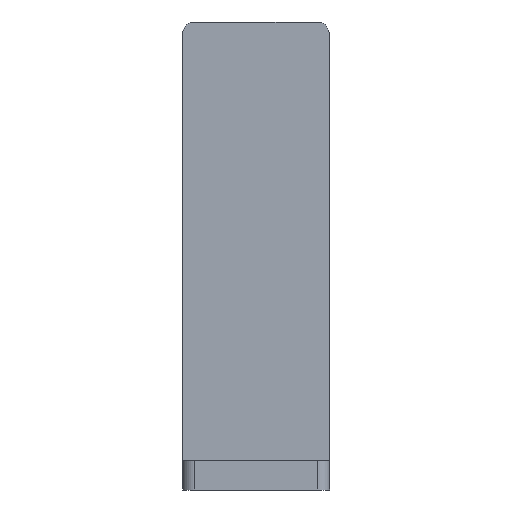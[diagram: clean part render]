
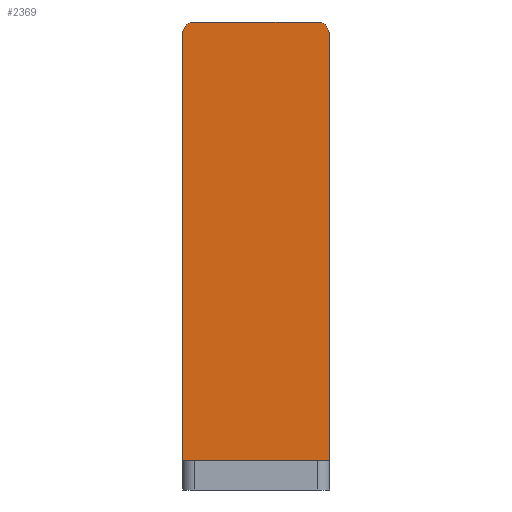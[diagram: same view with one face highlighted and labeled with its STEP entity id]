
A CAD part, left-side view. The second image highlights one B-rep face of the part: STEP entity #2369.
In plain terms, the highlighted face is planar.
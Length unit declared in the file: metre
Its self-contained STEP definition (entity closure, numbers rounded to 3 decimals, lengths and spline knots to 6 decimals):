
#242=CIRCLE('',#2608,0.00795);
#243=CIRCLE('',#2609,0.00795);
#649=ORIENTED_EDGE('',*,*,#1183,.F.);
#650=ORIENTED_EDGE('',*,*,#1184,.T.);
#651=ORIENTED_EDGE('',*,*,#1185,.F.);
#652=ORIENTED_EDGE('',*,*,#1186,.T.);
#653=ORIENTED_EDGE('',*,*,#1187,.F.);
#654=ORIENTED_EDGE('',*,*,#1188,.F.);
#1183=EDGE_CURVE('',#1471,#1472,#1665,.T.);
#1184=EDGE_CURVE('',#1471,#1473,#1666,.T.);
#1185=EDGE_CURVE('',#1474,#1473,#242,.T.);
#1186=EDGE_CURVE('',#1474,#1475,#1667,.T.);
#1187=EDGE_CURVE('',#1476,#1475,#243,.T.);
#1188=EDGE_CURVE('',#1472,#1476,#1668,.T.);
#1471=VERTEX_POINT('',#4089);
#1472=VERTEX_POINT('',#4090);
#1473=VERTEX_POINT('',#4092);
#1474=VERTEX_POINT('',#4094);
#1475=VERTEX_POINT('',#4096);
#1476=VERTEX_POINT('',#4098);
#1665=LINE('',#4088,#1846);
#1666=LINE('',#4091,#1847);
#1667=LINE('',#4095,#1848);
#1668=LINE('',#4099,#1849);
#1846=VECTOR('',#3064,1.);
#1847=VECTOR('',#3065,1.);
#1848=VECTOR('',#3068,1.);
#1849=VECTOR('',#3071,1.);
#1993=EDGE_LOOP('',(#649,#650,#651,#652,#653,#654));
#2158=FACE_BOUND('',#1993,.T.);
#2275=PLANE('',#2607);
#2369=ADVANCED_FACE('',(#2158),#2275,.F.);
#2607=AXIS2_PLACEMENT_3D('',#4087,#3062,#3063);
#2608=AXIS2_PLACEMENT_3D('',#4093,#3066,#3067);
#2609=AXIS2_PLACEMENT_3D('',#4097,#3069,#3070);
#3062=DIRECTION('',(0.,0.,1.));
#3063=DIRECTION('',(1.,0.,0.));
#3064=DIRECTION('',(0.,-1.,0.));
#3065=DIRECTION('',(1.,0.,0.));
#3066=DIRECTION('',(0.,0.,1.));
#3067=DIRECTION('',(1.,0.,0.));
#3068=DIRECTION('',(0.,-1.,0.));
#3069=DIRECTION('',(0.,0.,1.));
#3070=DIRECTION('',(1.,0.,0.));
#3071=DIRECTION('',(1.,0.,0.));
#4087=CARTESIAN_POINT('',(0.,0.,0.));
#4088=CARTESIAN_POINT('',(-0.13335,0.,0.));
#4089=CARTESIAN_POINT('',(-0.13335,0.047879,0.));
#4090=CARTESIAN_POINT('',(-0.13335,-0.047879,0.));
#4091=CARTESIAN_POINT('',(-0.003975,0.047879,0.));
#4092=CARTESIAN_POINT('',(0.14445,0.047879,0.));
#4093=CARTESIAN_POINT('',(0.14445,0.039929,0.));
#4094=CARTESIAN_POINT('',(0.1524,0.039929,0.));
#4095=CARTESIAN_POINT('',(0.1524,0.,0.));
#4096=CARTESIAN_POINT('',(0.1524,-0.039929,0.));
#4097=CARTESIAN_POINT('',(0.14445,-0.039929,0.));
#4098=CARTESIAN_POINT('',(0.14445,-0.047879,0.));
#4099=CARTESIAN_POINT('',(-0.003975,-0.047879,0.));
